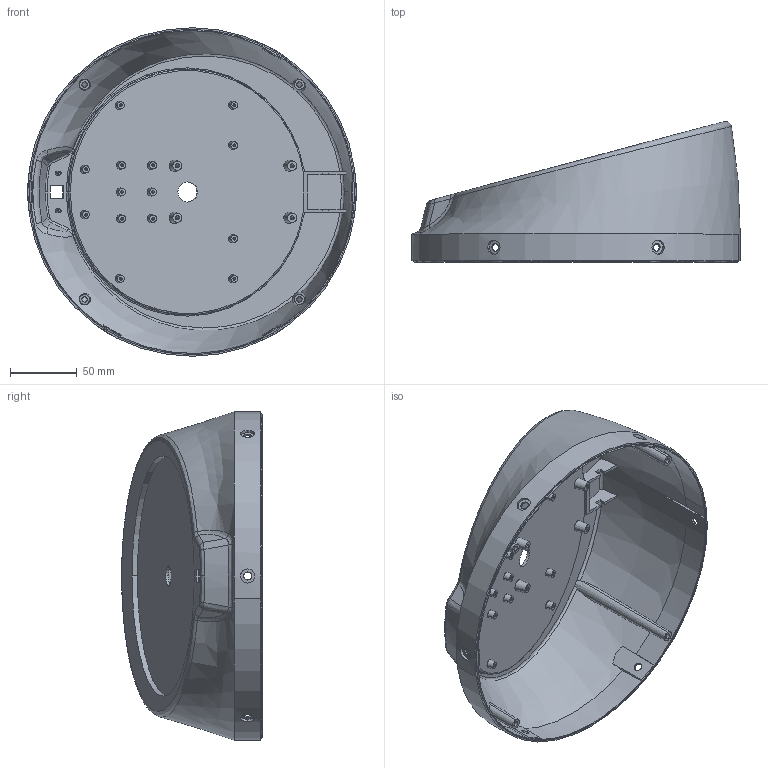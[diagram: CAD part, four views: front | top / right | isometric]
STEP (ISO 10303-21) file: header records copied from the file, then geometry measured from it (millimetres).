
FILE_DESCRIPTION (( 'STEP AP203' ), '1' );
FILE_NAME ('ÜST PARÇA.STEP', '2022-10-04T06:31:03', ( '' ), ( '' ), 'SwSTEP 2.0', 'SolidWorks 2019', '' );
FILE_SCHEMA (( 'CONFIG_CONTROL_DESIGN' ));
Length unit declared in the file: millimetre
Products named in the file (1): ÜST PARÇA
Bounding box: 246.14 x 105.4 x 246.14 mm (x, y, z)
Volume: 208304 mm3; surface area: 206351.3 mm2
Topology: 1 solids, 1 shells, 323 faces, 770 edges, 495 vertices
Faces by surface type: plane 121, cylinder 86, bspline 61, cone 46, torus 9
Entity records: 19984 total; most frequent: CARTESIAN_POINT 12851, ORIENTED_EDGE 1540, DIRECTION 1312, EDGE_CURVE 770, AXIS2_PLACEMENT_3D 525, VERTEX_POINT 495, EDGE_LOOP 393, ADVANCED_FACE 323
